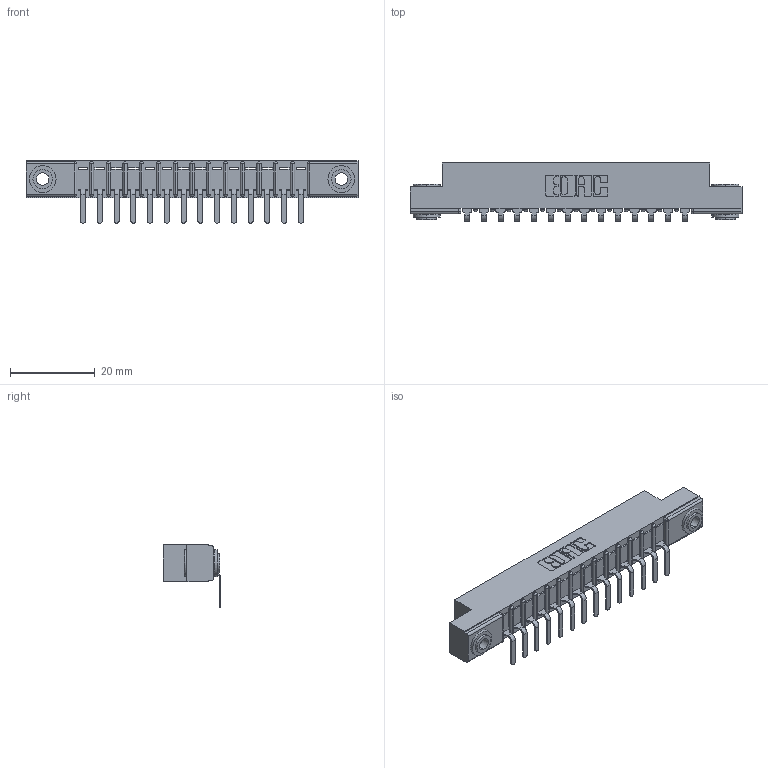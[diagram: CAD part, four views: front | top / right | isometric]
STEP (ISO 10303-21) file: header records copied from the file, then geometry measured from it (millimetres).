
FILE_DESCRIPTION (( 'STEP AP203' ), '1' );
FILE_NAME ('357-014-559-103.STEP', '2022-07-12T23:25:06', ( '' ), ( '' ), 'SwSTEP 2.0', 'SolidWorks 2020', '' );
FILE_SCHEMA (( 'CONFIG_CONTROL_DESIGN' ));
Length unit declared in the file: inch
Products named in the file (4): 307-290-001_558 559 - 1 (Single); 307 Part_.156 Dia Mounting Holes; 357-014-559-103; 345-250-002_345-250-002-102
Assembly tree (17 placements, depth 2):
  357-014-559-103
    307 Part_.156 Dia Mounting Holes
    307-290-001_558 559 - 1 (Single)  x14
    345-250-002_345-250-002-102  x2
Bounding box: 78.49 x 13.7 x 14.81 mm (x, y, z)
Volume: 4984.2 mm3; surface area: 7716.3 mm2
Topology: 17 solids, 17 shells, 1025 faces, 2871 edges, 1850 vertices
Faces by surface type: plane 640, cylinder 347, sphere 30, cone 8
Entity records: 16623 total; most frequent: CARTESIAN_POINT 2769, ORIENTED_EDGE 2746, DIRECTION 2725, EDGE_CURVE 1373, VECTOR 1033, LINE 1033, VERTEX_POINT 890, AXIS2_PLACEMENT_3D 846
